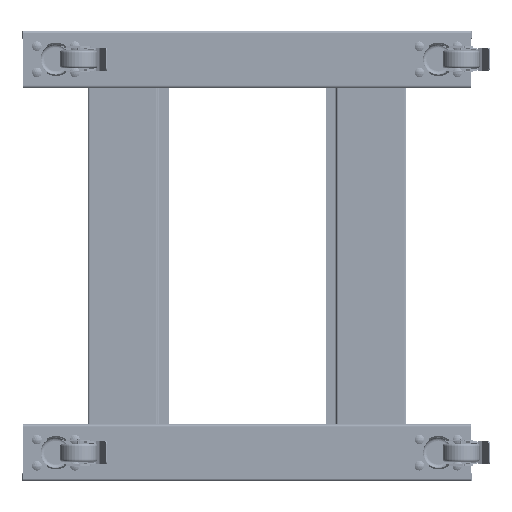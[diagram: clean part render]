
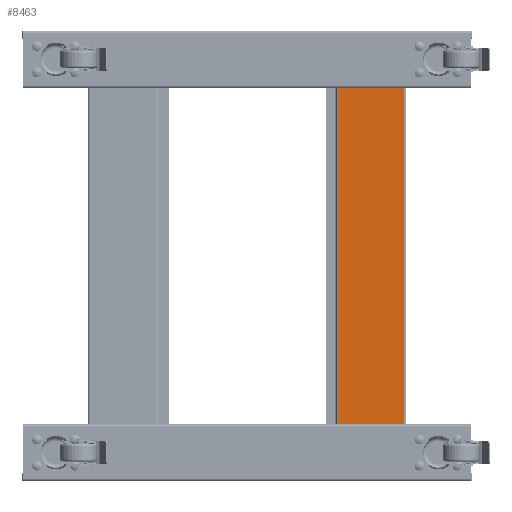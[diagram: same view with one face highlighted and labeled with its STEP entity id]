
A CAD part, front view. The second image highlights one B-rep face of the part: STEP entity #8463.
In plain terms, the highlighted planar face has unit normal (0, -1, 0).
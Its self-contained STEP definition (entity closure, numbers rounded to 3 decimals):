
#1298 = DIRECTION ( 'NONE',  ( 0., 0., 1. ) ) ;
#1391 = ORIENTED_EDGE ( 'NONE', *, *, #16806, .T. ) ;
#1663 = ORIENTED_EDGE ( 'NONE', *, *, #10926, .T. ) ;
#1694 = AXIS2_PLACEMENT_3D ( 'NONE', #2201, #18429, #46425 ) ;
#2201 = CARTESIAN_POINT ( 'NONE',  ( 259., -1.4, 2. ) ) ;
#2430 = VERTEX_POINT ( 'NONE', #18692 ) ;
#4430 = CARTESIAN_POINT ( 'NONE',  ( 300., -1.4, -42.1 ) ) ;
#4578 = VERTEX_POINT ( 'NONE', #29419 ) ;
#4861 = CARTESIAN_POINT ( 'NONE',  ( -259., -1.4, 2. ) ) ;
#5172 = CIRCLE ( 'NONE', #34235, 6.3 ) ;
#5239 = DIRECTION ( 'NONE',  ( 0., 1., 0. ) ) ;
#5446 = VERTEX_POINT ( 'NONE', #30552 ) ;
#5900 = AXIS2_PLACEMENT_3D ( 'NONE', #33496, #49086, #25148 ) ;
#6076 = EDGE_CURVE ( 'NONE', #4578, #8082, #20866, .T. ) ;
#6464 = VERTEX_POINT ( 'NONE', #42640 ) ;
#7112 = AXIS2_PLACEMENT_3D ( 'NONE', #17153, #8532, #8877 ) ;
#7171 = AXIS2_PLACEMENT_3D ( 'NONE', #4861, #17380, #41161 ) ;
#7378 = VERTEX_POINT ( 'NONE', #8383 ) ;
#7400 = AXIS2_PLACEMENT_3D ( 'NONE', #27750, #31929, #32097 ) ;
#8082 = VERTEX_POINT ( 'NONE', #4430 ) ;
#8383 = CARTESIAN_POINT ( 'NONE',  ( -259., -1.4, 1.5 ) ) ;
#8463 = ADVANCED_FACE ( 'NONE', ( #45089, #10580, #50631, #41307, #32553 ), #44148, .F. ) ;
#8532 = DIRECTION ( 'NONE',  ( 0., 1., 0. ) ) ;
#8877 = DIRECTION ( 'NONE',  ( 0., 0., 1. ) ) ;
#8999 = VERTEX_POINT ( 'NONE', #35008 ) ;
#9852 = CARTESIAN_POINT ( 'NONE',  ( 259., -1.4, 2. ) ) ;
#9888 = EDGE_CURVE ( 'NONE', #6464, #23642, #21781, .T. ) ;
#9936 = EDGE_CURVE ( 'NONE', #41278, #5446, #29318, .T. ) ;
#10580 = FACE_BOUND ( 'NONE', #51267, .T. ) ;
#10926 = EDGE_CURVE ( 'NONE', #4578, #5446, #22510, .T. ) ;
#11795 = CARTESIAN_POINT ( 'NONE',  ( 300., -1.4, 46.1 ) ) ;
#11796 = VECTOR ( 'NONE', #43861, 1000. ) ;
#12612 = ORIENTED_EDGE ( 'NONE', *, *, #20160, .T. ) ;
#13070 = DIRECTION ( 'NONE',  ( 0., 0., 1. ) ) ;
#13688 = CARTESIAN_POINT ( 'NONE',  ( -259., -1.4, 2.5 ) ) ;
#13905 = ORIENTED_EDGE ( 'NONE', *, *, #34287, .T. ) ;
#14335 = CARTESIAN_POINT ( 'NONE',  ( -300., -1.4, -42.1 ) ) ;
#14395 = CIRCLE ( 'NONE', #1694, 0.5 ) ;
#14806 = EDGE_LOOP ( 'NONE', ( #15522, #1391 ) ) ;
#15522 = ORIENTED_EDGE ( 'NONE', *, *, #33005, .T. ) ;
#15557 = EDGE_CURVE ( 'NONE', #41278, #8082, #18953, .T. ) ;
#15958 = EDGE_LOOP ( 'NONE', ( #22869, #19117, #1663, #49503 ) ) ;
#16806 = EDGE_CURVE ( 'NONE', #7378, #33086, #42576, .T. ) ;
#17153 = CARTESIAN_POINT ( 'NONE',  ( 235., -1.4, 2. ) ) ;
#17380 = DIRECTION ( 'NONE',  ( 0., 1., 0. ) ) ;
#17598 = DIRECTION ( 'NONE',  ( 0., 0., 1. ) ) ;
#17653 = EDGE_LOOP ( 'NONE', ( #21654, #12612 ) ) ;
#18071 = AXIS2_PLACEMENT_3D ( 'NONE', #9852, #49312, #13070 ) ;
#18429 = DIRECTION ( 'NONE',  ( 0., 1., 0. ) ) ;
#18692 = CARTESIAN_POINT ( 'NONE',  ( 259., -1.4, 1.5 ) ) ;
#18953 = LINE ( 'NONE', #29118, #22725 ) ;
#19117 = ORIENTED_EDGE ( 'NONE', *, *, #6076, .F. ) ;
#20160 = EDGE_CURVE ( 'NONE', #23642, #6464, #45145, .T. ) ;
#20866 = LINE ( 'NONE', #46669, #40833 ) ;
#21654 = ORIENTED_EDGE ( 'NONE', *, *, #9888, .T. ) ;
#21781 = CIRCLE ( 'NONE', #7112, 6.3 ) ;
#21886 = AXIS2_PLACEMENT_3D ( 'NONE', #32672, #5239, #17598 ) ;
#21941 = VERTEX_POINT ( 'NONE', #51942 ) ;
#22510 = LINE ( 'NONE', #11795, #11796 ) ;
#22725 = VECTOR ( 'NONE', #39277, 1000. ) ;
#22869 = ORIENTED_EDGE ( 'NONE', *, *, #15557, .T. ) ;
#23642 = VERTEX_POINT ( 'NONE', #51203 ) ;
#25041 = ORIENTED_EDGE ( 'NONE', *, *, #29139, .T. ) ;
#25080 = ORIENTED_EDGE ( 'NONE', *, *, #37442, .T. ) ;
#25148 = DIRECTION ( 'NONE',  ( 0., 0., 1. ) ) ;
#25320 = ORIENTED_EDGE ( 'NONE', *, *, #45124, .T. ) ;
#25613 = DIRECTION ( 'NONE',  ( 0., 0., 1. ) ) ;
#26028 = AXIS2_PLACEMENT_3D ( 'NONE', #39366, #31697, #35687 ) ;
#26867 = CIRCLE ( 'NONE', #5900, 6.3 ) ;
#27750 = CARTESIAN_POINT ( 'NONE',  ( 0., -1.4, 0. ) ) ;
#29118 = CARTESIAN_POINT ( 'NONE',  ( -300., -1.4, -42.1 ) ) ;
#29139 = EDGE_CURVE ( 'NONE', #2430, #8999, #14395, .T. ) ;
#29281 = CARTESIAN_POINT ( 'NONE',  ( -300., -1.4, -45. ) ) ;
#29318 = LINE ( 'NONE', #29281, #31177 ) ;
#29419 = CARTESIAN_POINT ( 'NONE',  ( 300., -1.4, 46.1 ) ) ;
#30552 = CARTESIAN_POINT ( 'NONE',  ( -300., -1.4, 46.1 ) ) ;
#31177 = VECTOR ( 'NONE', #1298, 1000. ) ;
#31697 = DIRECTION ( 'NONE',  ( 0., 1., 0. ) ) ;
#31929 = DIRECTION ( 'NONE',  ( 0., 1., 0. ) ) ;
#32073 = VERTEX_POINT ( 'NONE', #39005 ) ;
#32097 = DIRECTION ( 'NONE',  ( 0., 0., 1. ) ) ;
#32553 = FACE_OUTER_BOUND ( 'NONE', #15958, .T. ) ;
#32672 = CARTESIAN_POINT ( 'NONE',  ( -259., -1.4, 2. ) ) ;
#32838 = EDGE_LOOP ( 'NONE', ( #25320, #25080 ) ) ;
#32985 = CIRCLE ( 'NONE', #7171, 0.5 ) ;
#33005 = EDGE_CURVE ( 'NONE', #33086, #7378, #32985, .T. ) ;
#33086 = VERTEX_POINT ( 'NONE', #13688 ) ;
#33496 = CARTESIAN_POINT ( 'NONE',  ( -235., -1.4, 2. ) ) ;
#34235 = AXIS2_PLACEMENT_3D ( 'NONE', #48500, #49727, #25613 ) ;
#34287 = EDGE_CURVE ( 'NONE', #8999, #2430, #37260, .T. ) ;
#35008 = CARTESIAN_POINT ( 'NONE',  ( 259., -1.4, 2.5 ) ) ;
#35687 = DIRECTION ( 'NONE',  ( 0., 0., 1. ) ) ;
#37260 = CIRCLE ( 'NONE', #18071, 0.5 ) ;
#37442 = EDGE_CURVE ( 'NONE', #21941, #32073, #5172, .T. ) ;
#39005 = CARTESIAN_POINT ( 'NONE',  ( -235., -1.4, 8.3 ) ) ;
#39277 = DIRECTION ( 'NONE',  ( 1., 0., 0. ) ) ;
#39366 = CARTESIAN_POINT ( 'NONE',  ( 235., -1.4, 2. ) ) ;
#40833 = VECTOR ( 'NONE', #42813, 1000. ) ;
#41161 = DIRECTION ( 'NONE',  ( 0., 0., 1. ) ) ;
#41278 = VERTEX_POINT ( 'NONE', #14335 ) ;
#41307 = FACE_BOUND ( 'NONE', #17653, .T. ) ;
#42576 = CIRCLE ( 'NONE', #21886, 0.5 ) ;
#42640 = CARTESIAN_POINT ( 'NONE',  ( 235., -1.4, 8.3 ) ) ;
#42813 = DIRECTION ( 'NONE',  ( 0., 0., -1. ) ) ;
#43861 = DIRECTION ( 'NONE',  ( -1., 0., 0. ) ) ;
#44148 = PLANE ( 'NONE',  #7400 ) ;
#45089 = FACE_BOUND ( 'NONE', #14806, .T. ) ;
#45124 = EDGE_CURVE ( 'NONE', #32073, #21941, #26867, .T. ) ;
#45145 = CIRCLE ( 'NONE', #26028, 6.3 ) ;
#46425 = DIRECTION ( 'NONE',  ( 0., 0., 1. ) ) ;
#46669 = CARTESIAN_POINT ( 'NONE',  ( 300., -1.4, -45. ) ) ;
#48500 = CARTESIAN_POINT ( 'NONE',  ( -235., -1.4, 2. ) ) ;
#49086 = DIRECTION ( 'NONE',  ( 0., 1., 0. ) ) ;
#49312 = DIRECTION ( 'NONE',  ( 0., 1., 0. ) ) ;
#49503 = ORIENTED_EDGE ( 'NONE', *, *, #9936, .F. ) ;
#49727 = DIRECTION ( 'NONE',  ( 0., 1., 0. ) ) ;
#50631 = FACE_BOUND ( 'NONE', #32838, .T. ) ;
#51203 = CARTESIAN_POINT ( 'NONE',  ( 235., -1.4, -4.3 ) ) ;
#51267 = EDGE_LOOP ( 'NONE', ( #13905, #25041 ) ) ;
#51942 = CARTESIAN_POINT ( 'NONE',  ( -235., -1.4, -4.3 ) ) ;
